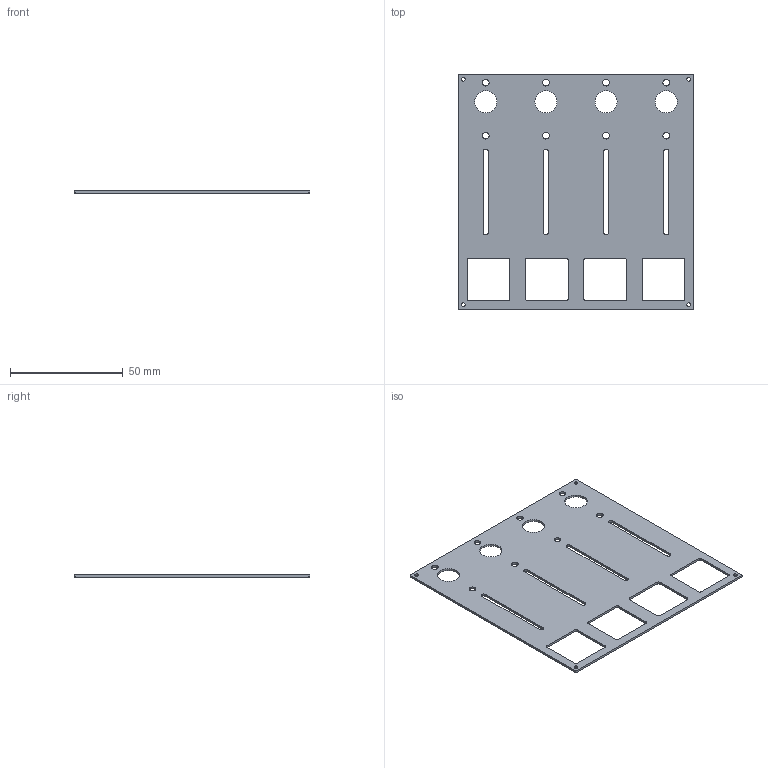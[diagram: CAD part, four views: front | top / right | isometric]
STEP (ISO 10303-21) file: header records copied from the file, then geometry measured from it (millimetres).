
FILE_DESCRIPTION(('KiCad electronic assembly'),'2;1');
FILE_NAME('FP-PBF4-3D.step','2025-02-06T09:32:03',('Pcbnew'),('Kicad'), 'Open CASCADE STEP processor 7.6','KiCad to STEP converter','Unknown' );
FILE_SCHEMA(('AUTOMOTIVE_DESIGN { 1 0 10303 214 1 1 1 1 }'));
Length unit declared in the file: millimetre
Products named in the file (2): FP-PBF4-3D 1; kibot_efuh5aip_PCB
Assembly tree (1 placements, depth 2):
  FP-PBF4-3D 1
    kibot_efuh5aip_PCB
Bounding box: 104.35 x 104.35 x 1 mm (x, y, z)
Volume: 8764 mm3; surface area: 18777 mm2
Topology: 1 solids, 1 shells, 94 faces, 276 edges, 184 vertices
Faces by surface type: plane 50, cylinder 44
Full cylindrical faces by diameter (mm): 1.75 x4, 3 x8, 9.8 x4
Entity records: 3281 total; most frequent: CARTESIAN_POINT 556, DIRECTION 556, ORIENTED_EDGE 552, EDGE_CURVE 276, LINE 188, VECTOR 188, AXIS2_PLACEMENT_3D 184, VERTEX_POINT 184
